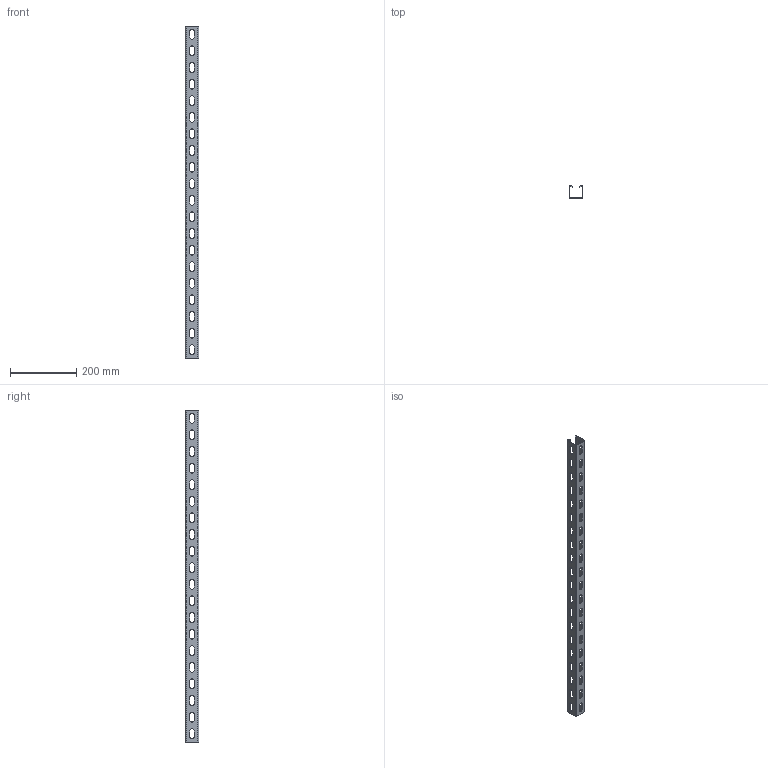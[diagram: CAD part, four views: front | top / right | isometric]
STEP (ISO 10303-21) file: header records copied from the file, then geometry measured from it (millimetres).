
FILE_DESCRIPTION(/* description */ (''),/* implementation_level */ '2;1');
FILE_NAME(/* name */ 'CWP CWOP40H40 1.stp',/* time_stamp */ '2020-11-18T11:26:19+01:00',/* author */ ('stanislaw.luczak'),/* organization */ (''),/* preprocessor_version */ 'ST-DEVELOPER v18.1',/* originating_system */ 'Autodesk Inventor 2021',/* authorisation */ '');
FILE_SCHEMA (('AUTOMOTIVE_DESIGN { 1 0 10303 214 3 1 1 }'));
Length unit declared in the file: millimetre
Products named in the file (1): CWP40H40 1
Bounding box: 40 x 40 x 1000 mm (x, y, z)
Volume: 168369.8 mm3; surface area: 234629.1 mm2
Topology: 1 solids, 1 shells, 278 faces, 796 edges, 520 vertices
Faces by surface type: plane 150, cylinder 128
Entity records: 9381 total; most frequent: DIRECTION 1610, CARTESIAN_POINT 1595, ORIENTED_EDGE 1592, EDGE_CURVE 796, LINE 540, VECTOR 540, AXIS2_PLACEMENT_3D 535, VERTEX_POINT 520
